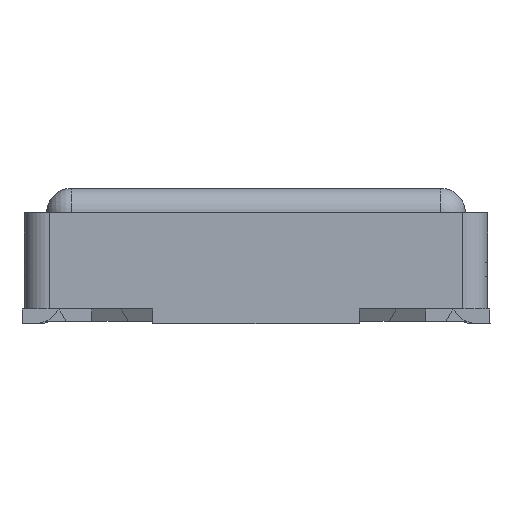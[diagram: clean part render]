
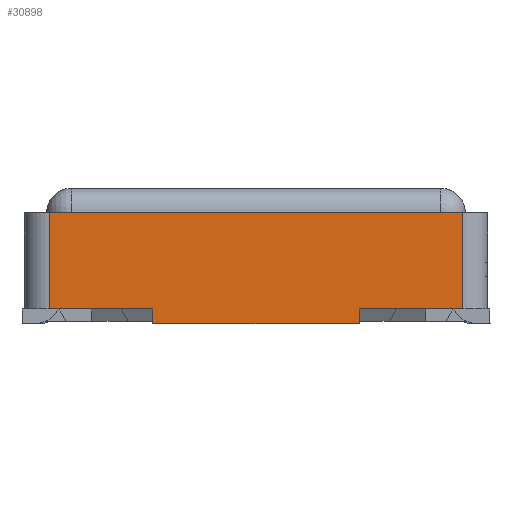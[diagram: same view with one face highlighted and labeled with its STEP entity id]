
A CAD part, left-side view. The second image highlights one B-rep face of the part: STEP entity #30898.
In plain terms, the highlighted planar face has unit normal (-1, 0, 0).
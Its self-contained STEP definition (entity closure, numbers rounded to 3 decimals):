
#5581=DIRECTION('',(0.,1.,0.));
#5582=VECTOR('',#5581,0.42);
#5583=CARTESIAN_POINT('',(-6.025,-0.84,0.05));
#5584=LINE('',#5583,#5582);
#5585=DIRECTION('',(0.,0.,-1.));
#5586=VECTOR('',#5585,0.06);
#5587=CARTESIAN_POINT('',(-6.025,-0.42,0.05));
#5588=LINE('',#5587,#5586);
#5589=DIRECTION('',(0.,1.,0.));
#5590=VECTOR('',#5589,0.84);
#5591=CARTESIAN_POINT('',(-6.025,-0.42,
-0.01));
#5592=LINE('',#5591,#5590);
#5593=DIRECTION('',(0.,1.,0.));
#5594=VECTOR('',#5593,0.42);
#5595=CARTESIAN_POINT('',(-6.025,0.42,0.05));
#5596=LINE('',#5595,#5594);
#5601=DIRECTION('',(0.,0.,1.));
#5602=VECTOR('',#5601,0.39);
#5603=CARTESIAN_POINT('',(-6.025,-0.84,0.05));
#5604=LINE('',#5603,#5602);
#5636=DIRECTION('',(0.,1.,0.));
#5637=VECTOR('',#5636,1.68);
#5638=CARTESIAN_POINT('',(-6.025,-0.84,0.44));
#5639=LINE('',#5638,#5637);
#8287=DIRECTION('',(0.,0.,-1.));
#8288=VECTOR('',#8287,0.39);
#8289=CARTESIAN_POINT('',(-6.025,0.84,0.44));
#8290=LINE('',#8289,#8288);
#17490=DIRECTION('',(0.,0.,-1.));
#17491=VECTOR('',#17490,0.06);
#17492=CARTESIAN_POINT('',(-6.025,0.42,0.05));
#17493=LINE('',#17492,#17491);
#19243=CARTESIAN_POINT('',(-6.025,-0.84,0.05));
#19244=CARTESIAN_POINT('',(-6.025,-0.42,0.05));
#19245=VERTEX_POINT('',#19243);
#19246=VERTEX_POINT('',#19244);
#19269=CARTESIAN_POINT('',(-6.025,0.84,0.05));
#19270=VERTEX_POINT('',#19269);
#19271=CARTESIAN_POINT('',(-6.025,0.42,0.05));
#19272=VERTEX_POINT('',#19271);
#19277=CARTESIAN_POINT('',(-6.025,-0.84,0.44));
#19278=VERTEX_POINT('',#19277);
#19279=CARTESIAN_POINT('',(-6.025,-0.42,
-0.01));
#19280=VERTEX_POINT('',#19279);
#19281=CARTESIAN_POINT('',(-6.025,0.42,
-0.01));
#19282=VERTEX_POINT('',#19281);
#19283=CARTESIAN_POINT('',(-6.025,0.84,0.44));
#19284=VERTEX_POINT('',#19283);
#30877=CARTESIAN_POINT('',(-6.025,-0.94,0.));
#30878=DIRECTION('',(1.,0.,0.));
#30879=DIRECTION('',(0.,1.,0.));
#30880=AXIS2_PLACEMENT_3D('',#30877,#30878,#30879);
#30881=PLANE('',#30880);
#30883=ORIENTED_EDGE('',*,*,#30882,.F.);
#30884=ORIENTED_EDGE('',*,*,#30823,.T.);
#30886=ORIENTED_EDGE('',*,*,#30885,.T.);
#30888=ORIENTED_EDGE('',*,*,#30887,.T.);
#30890=ORIENTED_EDGE('',*,*,#30889,.F.);
#30891=ORIENTED_EDGE('',*,*,#30866,.T.);
#30893=ORIENTED_EDGE('',*,*,#30892,.F.);
#30895=ORIENTED_EDGE('',*,*,#30894,.F.);
#30896=EDGE_LOOP('',(#30883,#30884,#30886,#30888,#30890,#30891,#30893,#30895));
#30897=FACE_OUTER_BOUND('',#30896,.F.);
#30898=ADVANCED_FACE('',(#30897),#30881,.F.);
#30823=EDGE_CURVE('',#19245,#19246,#5584,.T.);
#30866=EDGE_CURVE('',#19272,#19270,#5596,.T.);
#30882=EDGE_CURVE('',#19245,#19278,#5604,.T.);
#30885=EDGE_CURVE('',#19246,#19280,#5588,.T.);
#30887=EDGE_CURVE('',#19280,#19282,#5592,.T.);
#30889=EDGE_CURVE('',#19272,#19282,#17493,.T.);
#30892=EDGE_CURVE('',#19284,#19270,#8290,.T.);
#30894=EDGE_CURVE('',#19278,#19284,#5639,.T.);
